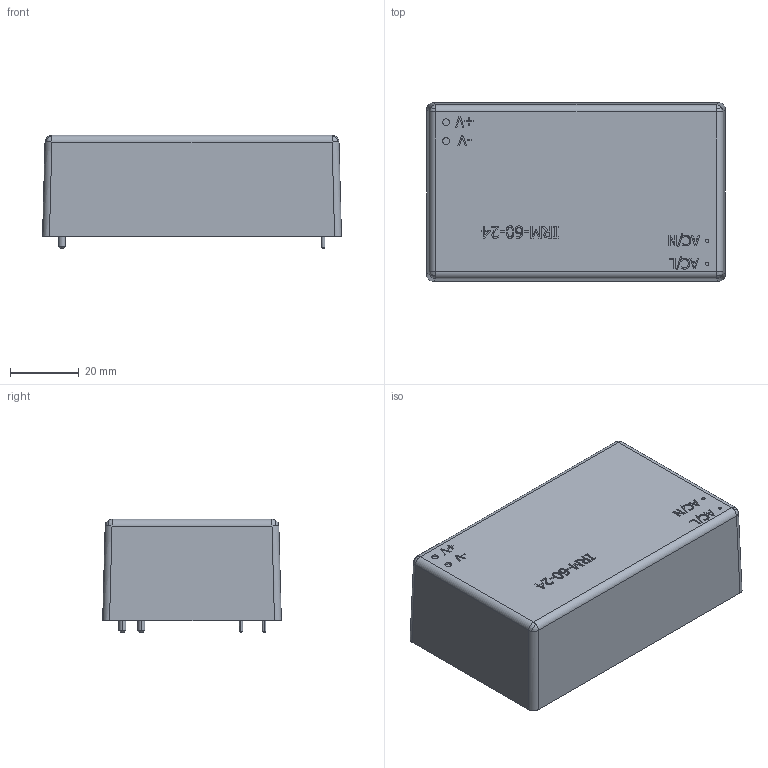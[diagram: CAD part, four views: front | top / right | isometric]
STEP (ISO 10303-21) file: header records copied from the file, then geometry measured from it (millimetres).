
FILE_DESCRIPTION (( 'STEP AP214' ), '1' );
FILE_NAME ('User Library-MEAN-WELL, IRM-60-24.STEP', '2020-04-21T17:19:59', ( '' ), ( '' ), 'SwSTEP 2.0', 'SolidWorks 2019', '' );
FILE_SCHEMA (( 'AUTOMOTIVE_DESIGN' ));
Length unit declared in the file: millimetre
Products named in the file (1): User Library-MEAN-WELL, IRM-60-24
Bounding box: 87 x 52 x 33 mm (x, y, z)
Volume: 129990 mm3; surface area: 16870.1 mm2
Topology: 1 solids, 1 shells, 442 faces, 1169 edges, 770 vertices
Faces by surface type: plane 289, bspline 121, cylinder 24, cone 8
Entity records: 14181 total; most frequent: CARTESIAN_POINT 3975, ORIENTED_EDGE 2322, DIRECTION 1647, EDGE_CURVE 1161, LINE 859, VECTOR 859, VERTEX_POINT 770, EDGE_LOOP 491
